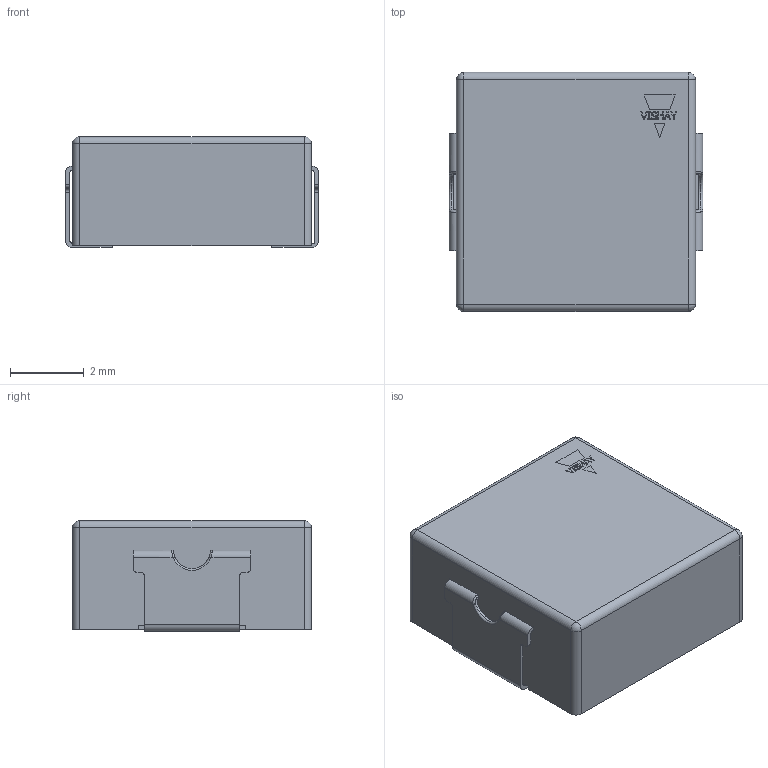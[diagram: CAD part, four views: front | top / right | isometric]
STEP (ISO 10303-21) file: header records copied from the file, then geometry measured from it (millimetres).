
FILE_DESCRIPTION(/* description */ (''),/* implementation_level */ '2;1');
FILE_NAME(/* name */ '1.stp',/* time_stamp */ '2019-11-11T12:32:53+02:00',/* author */ ('Karem'),/* organization */ (''),/* preprocessor_version */ 'ST-DEVELOPER v15.6',/* originating_system */ 'Autodesk Inventor 2015',/* authorisation */ '');
FILE_SCHEMA (('AUTOMOTIVE_DESIGN { 1 0 10303 214 3 1 1 }'));
Length unit declared in the file: millimetre
Products named in the file (5): 3; 4; Vishay logo; Vishay logo - Copy; 1
Bounding box: 6.86 x 6.47 x 3 mm (x, y, z)
Volume: 124.6 mm3; surface area: 196.5 mm2
Topology: 12 solids, 12 shells, 179 faces, 449 edges, 294 vertices
Faces by surface type: plane 123, cylinder 30, bspline 20, sphere 4, torus 2
Entity records: 5665 total; most frequent: CARTESIAN_POINT 1351, ORIENTED_EDGE 898, DIRECTION 799, EDGE_CURVE 449, LINE 339, VECTOR 339, VERTEX_POINT 294, AXIS2_PLACEMENT_3D 230
